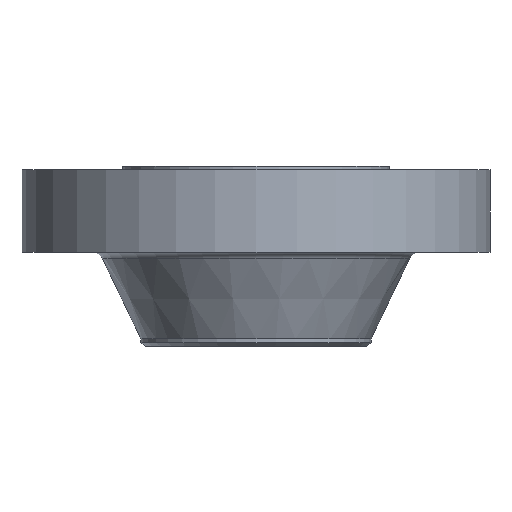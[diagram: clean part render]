
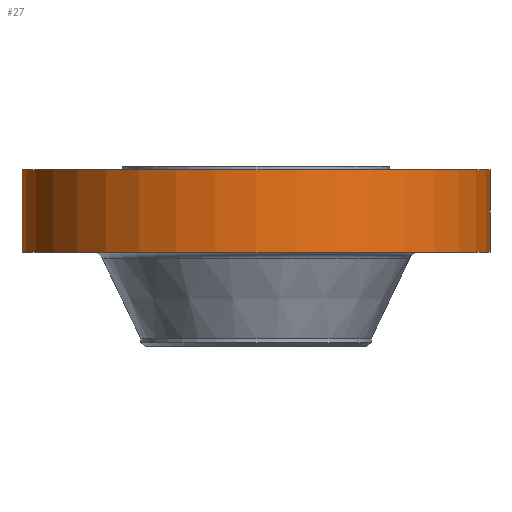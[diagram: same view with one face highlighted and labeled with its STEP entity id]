
A CAD part, front view. The second image highlights one B-rep face of the part: STEP entity #27.
In plain terms, the highlighted cylindrical face has radius 412.75 mm (diameter 825.5 mm), a partial arc.
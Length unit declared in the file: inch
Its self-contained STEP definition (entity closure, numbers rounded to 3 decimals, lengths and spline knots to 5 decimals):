
#7 = ORIENTED_EDGE ( 'NONE', *, *, #935, .F. ) ;
#27 = ADVANCED_FACE ( 'NONE', ( #866 ), #1287, .T. ) ;
#45 = AXIS2_PLACEMENT_3D ( 'NONE', #396, #261, #96 ) ;
#96 = DIRECTION ( 'NONE',  ( 1., 0., 0. ) ) ;
#171 = VERTEX_POINT ( 'NONE', #677 ) ;
#220 = DIRECTION ( 'NONE',  ( 1., 0., 0. ) ) ;
#222 = VERTEX_POINT ( 'NONE', #1067 ) ;
#227 = CARTESIAN_POINT ( 'NONE',  ( -16.25, 0., 0. ) ) ;
#261 = DIRECTION ( 'NONE',  ( 0., 0., 1. ) ) ;
#307 = CARTESIAN_POINT ( 'NONE',  ( 16.25, 0., 0. ) ) ;
#328 = CIRCLE ( 'NONE', #1340, 16.25 ) ;
#388 = ORIENTED_EDGE ( 'NONE', *, *, #1320, .F. ) ;
#396 = CARTESIAN_POINT ( 'NONE',  ( 0., 0., -0.25 ) ) ;
#413 = CIRCLE ( 'NONE', #45, 16.25 ) ;
#476 = DIRECTION ( 'NONE',  ( 0., 0., 1. ) ) ;
#477 = CARTESIAN_POINT ( 'NONE',  ( 16.25, 0., -0.25 ) ) ;
#503 = ORIENTED_EDGE ( 'NONE', *, *, #892, .T. ) ;
#599 = CARTESIAN_POINT ( 'NONE',  ( 16.25, 0., -6. ) ) ;
#677 = CARTESIAN_POINT ( 'NONE',  ( -16.25, 0., -6. ) ) ;
#708 = ORIENTED_EDGE ( 'NONE', *, *, #1485, .T. ) ;
#846 = EDGE_LOOP ( 'NONE', ( #7, #503, #708, #388 ) ) ;
#866 = FACE_OUTER_BOUND ( 'NONE', #846, .T. ) ;
#892 = EDGE_CURVE ( 'NONE', #171, #1705, #328, .T. ) ;
#915 = CARTESIAN_POINT ( 'NONE',  ( 0., 0., -6. ) ) ;
#935 = EDGE_CURVE ( 'NONE', #171, #222, #1467, .T. ) ;
#1067 = CARTESIAN_POINT ( 'NONE',  ( -16.25, 0., -0.25 ) ) ;
#1197 = DIRECTION ( 'NONE',  ( 0., 0., 1. ) ) ;
#1287 = CYLINDRICAL_SURFACE ( 'NONE', #1341, 16.25 ) ;
#1320 = EDGE_CURVE ( 'NONE', #222, #1654, #413, .T. ) ;
#1340 = AXIS2_PLACEMENT_3D ( 'NONE', #915, #1197, #1576 ) ;
#1341 = AXIS2_PLACEMENT_3D ( 'NONE', #1425, #476, #220 ) ;
#1359 = LINE ( 'NONE', #307, #1539 ) ;
#1425 = CARTESIAN_POINT ( 'NONE',  ( 0., 0., 0. ) ) ;
#1467 = LINE ( 'NONE', #227, #1735 ) ;
#1485 = EDGE_CURVE ( 'NONE', #1705, #1654, #1359, .T. ) ;
#1500 = DIRECTION ( 'NONE',  ( 0., 0., 1. ) ) ;
#1539 = VECTOR ( 'NONE', #1500, 39.37008 ) ;
#1576 = DIRECTION ( 'NONE',  ( 1., 0., 0. ) ) ;
#1583 = DIRECTION ( 'NONE',  ( 0., 0., 1. ) ) ;
#1654 = VERTEX_POINT ( 'NONE', #477 ) ;
#1705 = VERTEX_POINT ( 'NONE', #599 ) ;
#1735 = VECTOR ( 'NONE', #1583, 39.37008 ) ;
